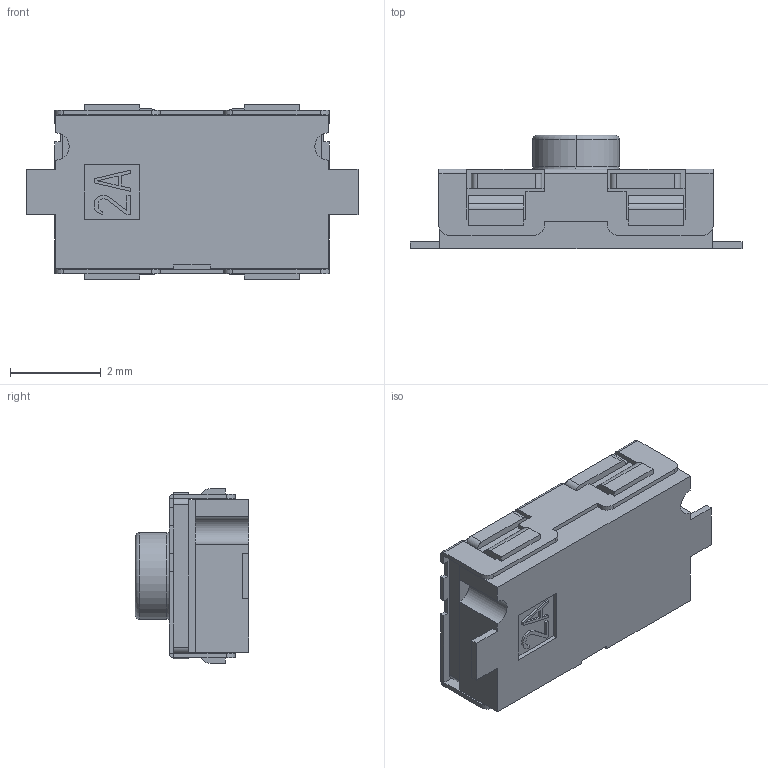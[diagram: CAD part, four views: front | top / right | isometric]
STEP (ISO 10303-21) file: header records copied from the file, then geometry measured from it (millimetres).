
FILE_DESCRIPTION((''),'2;1');
FILE_NAME('CU35A22311FPLFG_SW0001','2015-04-17T',('lb9412d'),(''),'PRO/ENGINEER BY PARAMETRIC TECHNOLOGY CORPORATION, 2013320','PRO/ENGINEER BY PARAMETRIC TECHNOLOGY CORPORATION, 2013320','');
FILE_SCHEMA(('CONFIG_CONTROL_DESIGN'));
Length unit declared in the file: millimetre
Products named in the file (1): CU35A22311FPLFG_SW0001
Bounding box: 7.3 x 2.5 x 3.84 mm (x, y, z)
Volume: 38 mm3; surface area: 111.3 mm2
Topology: 1 solids, 1 shells, 226 faces, 646 edges, 416 vertices
Faces by surface type: plane 186, cylinder 36, torus 4
Entity records: 7313 total; most frequent: CARTESIAN_POINT 1297, ORIENTED_EDGE 1292, DIRECTION 1176, EDGE_CURVE 646, VECTOR 564, LINE 564, VERTEX_POINT 416, AXIS2_PLACEMENT_3D 306
